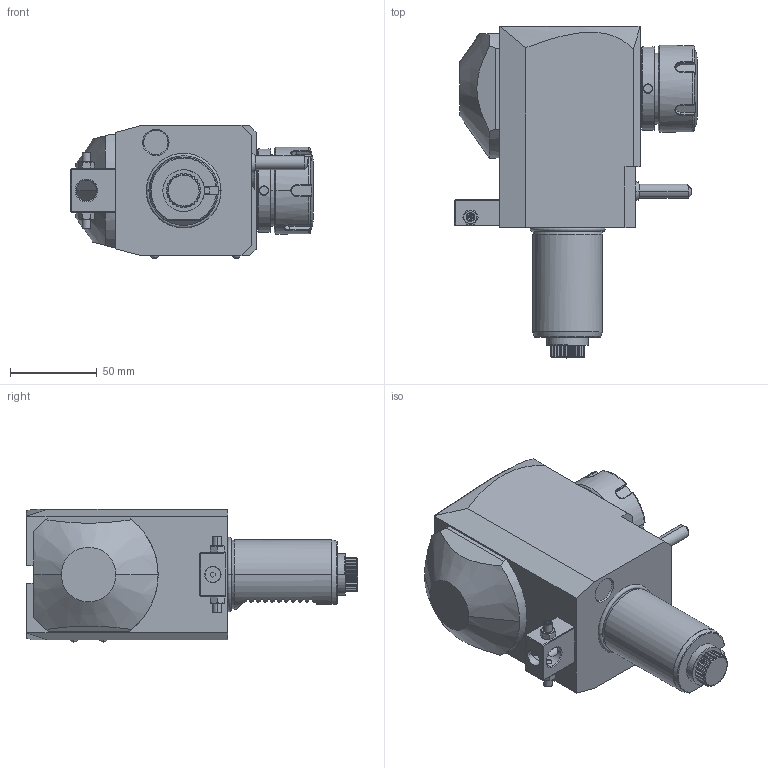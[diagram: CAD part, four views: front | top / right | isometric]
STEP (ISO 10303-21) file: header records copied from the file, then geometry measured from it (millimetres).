
FILE_DESCRIPTION((''),'2;1');
FILE_NAME('NGT1_40_231_32_2_1_80','2017-04-20T',('vali'),('NOVA GRUP'),'PRO/ENGINEER BY PARAMETRIC TECHNOLOGY CORPORATION, 2010280','PRO/ENGINEER BY PARAMETRIC TECHNOLOGY CORPORATION, 2010280','');
FILE_SCHEMA(('CONFIG_CONTROL_DESIGN'));
Length unit declared in the file: millimetre
Products named in the file (1): NGT1_40_231_32_2_1_80
Bounding box: 139.6 x 191 x 76.6 mm (x, y, z)
Volume: 893691.5 mm3; surface area: 71013.3 mm2
Topology: 1 solids, 1 shells, 532 faces, 1425 edges, 904 vertices
Faces by surface type: plane 193, cylinder 185, cone 88, bspline 44, torus 14, sphere 6, extrusion 2
Entity records: 23589 total; most frequent: CARTESIAN_POINT 11150, ORIENTED_EDGE 2818, DIRECTION 2235, EDGE_CURVE 1409, VERTEX_POINT 904, AXIS2_PLACEMENT_3D 809, VECTOR 617, LINE 615
